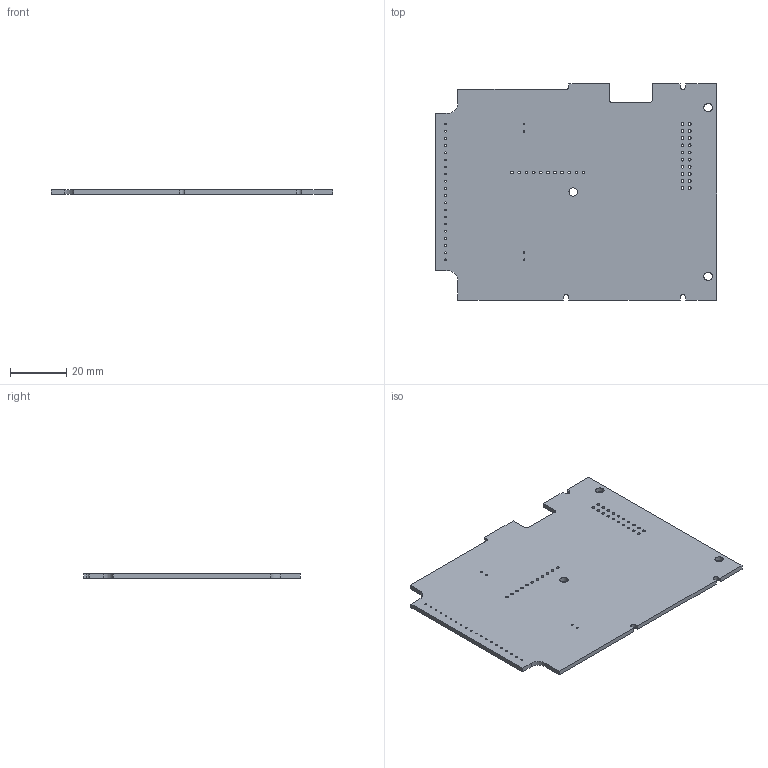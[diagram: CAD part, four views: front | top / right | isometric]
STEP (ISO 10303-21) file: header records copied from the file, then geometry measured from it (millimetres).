
FILE_DESCRIPTION (( 'STEP AP214' ), '1' );
FILE_NAME ('DisplayBoardV2.STEP', '2020-03-02T06:29:57', ( '' ), ( '' ), 'SwSTEP 2.0', 'SolidWorks 2019', '' );
FILE_SCHEMA (( 'AUTOMOTIVE_DESIGN' ));
Length unit declared in the file: millimetre
Products named in the file (1): DisplayBoardV2
Bounding box: 100 x 77 x 1.6 mm (x, y, z)
Volume: 11670.4 mm3; surface area: 15457.5 mm2
Topology: 1 solids, 1 shells, 149 faces, 441 edges, 294 vertices
Faces by surface type: cylinder 124, plane 25
Entity records: 5389 total; most frequent: DIRECTION 989, CARTESIAN_POINT 885, ORIENTED_EDGE 882, EDGE_CURVE 441, AXIS2_PLACEMENT_3D 398, VERTEX_POINT 294, EDGE_LOOP 265, CIRCLE 248
